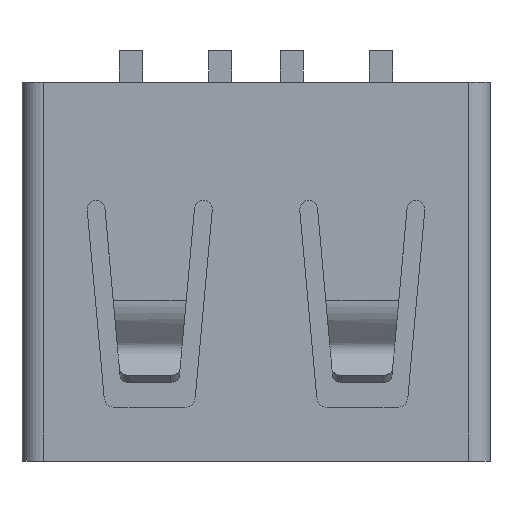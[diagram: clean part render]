
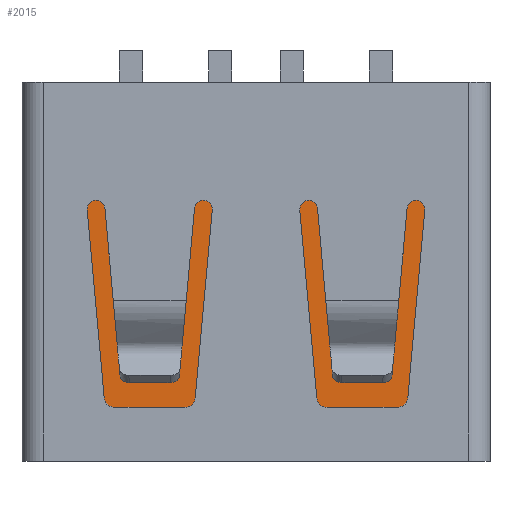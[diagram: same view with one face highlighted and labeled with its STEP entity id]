
A CAD part, top view. The second image highlights one B-rep face of the part: STEP entity #2015.
In plain terms, the highlighted planar face has unit normal (0, 0, 1).
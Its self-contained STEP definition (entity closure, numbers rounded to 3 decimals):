
#855 = VERTEX_POINT('',#856);
#856 = CARTESIAN_POINT('',(-5.3,-2.7,5.27));
#863 = EDGE_CURVE('',#864,#855,#866,.T.);
#864 = VERTEX_POINT('',#865);
#865 = CARTESIAN_POINT('',(5.3,-2.7,5.27));
#866 = LINE('',#867,#868);
#867 = CARTESIAN_POINT('',(-5.5,-2.7,5.27));
#868 = VECTOR('',#869,1.);
#869 = DIRECTION('',(-1.,0.,0.));
#2015 = ADVANCED_FACE('',(#2016),#2041,.F.);
#2016 = FACE_BOUND('',#2017,.T.);
#2017 = EDGE_LOOP('',(#2018,#2028,#2034,#2035));
#2018 = ORIENTED_EDGE('',*,*,#2019,.T.);
#2019 = EDGE_CURVE('',#2020,#2022,#2024,.T.);
#2020 = VERTEX_POINT('',#2021);
#2021 = CARTESIAN_POINT('',(-5.3,-9.6,5.27));
#2022 = VERTEX_POINT('',#2023);
#2023 = CARTESIAN_POINT('',(5.3,-9.6,5.27));
#2024 = LINE('',#2025,#2026);
#2025 = CARTESIAN_POINT('',(5.5,-9.6,5.27));
#2026 = VECTOR('',#2027,1.);
#2027 = DIRECTION('',(1.,0.,0.));
#2028 = ORIENTED_EDGE('',*,*,#2029,.T.);
#2029 = EDGE_CURVE('',#2022,#864,#2030,.T.);
#2030 = LINE('',#2031,#2032);
#2031 = CARTESIAN_POINT('',(5.3,-21.751,5.27));
#2032 = VECTOR('',#2033,1.);
#2033 = DIRECTION('',(0.,1.,0.));
#2034 = ORIENTED_EDGE('',*,*,#863,.T.);
#2035 = ORIENTED_EDGE('',*,*,#2036,.T.);
#2036 = EDGE_CURVE('',#855,#2020,#2037,.T.);
#2037 = LINE('',#2038,#2039);
#2038 = CARTESIAN_POINT('',(-5.3,-21.751,5.27));
#2039 = VECTOR('',#2040,1.);
#2040 = DIRECTION('',(0.,-1.,-0.));
#2041 = PLANE('',#2042);
#2042 = AXIS2_PLACEMENT_3D('',#2043,#2044,#2045);
#2043 = CARTESIAN_POINT('',(-5.5,-21.751,5.27));
#2044 = DIRECTION('',(0.,0.,-1.));
#2045 = DIRECTION('',(-1.,0.,0.));
